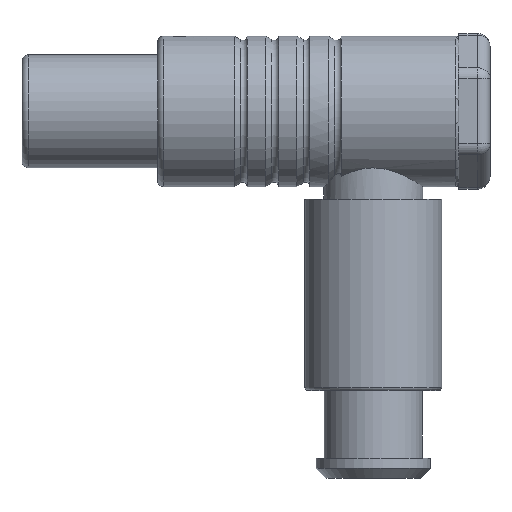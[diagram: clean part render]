
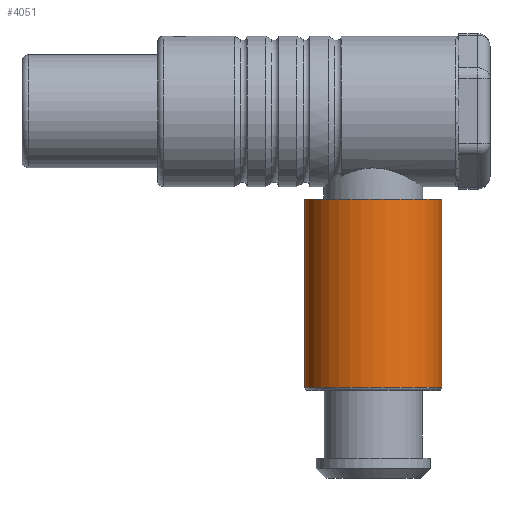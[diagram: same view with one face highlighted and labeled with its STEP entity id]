
A CAD part, top view. The second image highlights one B-rep face of the part: STEP entity #4051.
In plain terms, the highlighted cylindrical face has radius 5.45 mm (diameter 10.9 mm), a partial arc.
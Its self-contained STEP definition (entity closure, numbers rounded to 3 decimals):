
#1324=DIRECTION('',(0.,1.,0.));
#1325=VECTOR('',#1324,15.);
#1326=CARTESIAN_POINT('',(20.25,-22.,0.));
#1327=LINE('',#1326,#1325);
#1331=DIRECTION('',(0.,1.,0.));
#1332=VECTOR('',#1331,15.);
#1333=CARTESIAN_POINT('',(9.35,-22.,0.));
#1334=LINE('',#1333,#1332);
#1338=CARTESIAN_POINT('',(14.8,-22.,0.));
#1339=DIRECTION('',(0.,1.,0.));
#1340=DIRECTION('',(-1.,0.,0.));
#1341=AXIS2_PLACEMENT_3D('',#1338,#1339,#1340);
#1362=CARTESIAN_POINT('',(14.8,-7.,0.));
#1363=DIRECTION('',(0.,-1.,0.));
#1364=DIRECTION('',(1.,0.,0.));
#1365=AXIS2_PLACEMENT_3D('',#1362,#1363,#1364);
#2325=CARTESIAN_POINT('',(20.25,-7.,0.));
#2326=CARTESIAN_POINT('',(9.35,-7.,0.));
#2327=VERTEX_POINT('',#2325);
#2328=VERTEX_POINT('',#2326);
#2479=CARTESIAN_POINT('',(20.25,-22.,0.));
#2480=CARTESIAN_POINT('',(9.35,-22.,0.));
#2481=VERTEX_POINT('',#2479);
#2482=VERTEX_POINT('',#2480);
#4038=CARTESIAN_POINT('',(14.8,1.463,0.));
#4039=DIRECTION('',(0.,-1.,0.));
#4040=DIRECTION('',(-1.,0.,0.));
#4041=AXIS2_PLACEMENT_3D('',#4038,#4039,#4040);
#4042=CYLINDRICAL_SURFACE('',#4041,5.45);
#4044=ORIENTED_EDGE('',*,*,#4043,.F.);
#4045=ORIENTED_EDGE('',*,*,#4026,.T.);
#4047=ORIENTED_EDGE('',*,*,#4046,.F.);
#4048=ORIENTED_EDGE('',*,*,#4022,.F.);
#4049=EDGE_LOOP('',(#4044,#4045,#4047,#4048));
#4050=FACE_OUTER_BOUND('',#4049,.F.);
#1342=CIRCLE('',#1341,5.45);
#1366=CIRCLE('',#1365,5.45);
#4022=EDGE_CURVE('',#2481,#2327,#1327,.T.);
#4026=EDGE_CURVE('',#2482,#2328,#1334,.T.);
#4043=EDGE_CURVE('',#2482,#2481,#1342,.T.);
#4046=EDGE_CURVE('',#2327,#2328,#1366,.T.);
#4051=ADVANCED_FACE('',(#4050),#4042,.T.);
